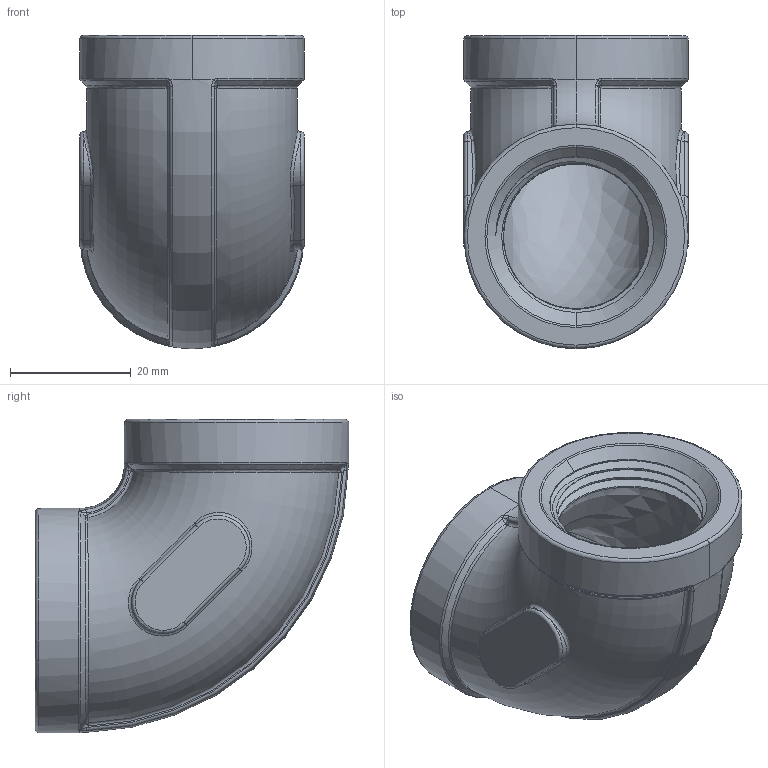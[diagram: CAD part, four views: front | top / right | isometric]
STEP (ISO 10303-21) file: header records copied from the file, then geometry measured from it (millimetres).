
FILE_DESCRIPTION (( 'STEP AP203' ), '1' );
FILE_NAME ('4464K15_304 Stainless Steel Threaded Pipe Fitting.STEP', '2023-01-10T13:32:45', ( 'Administrator' ), ( 'Managed by Terraform' ), 'SwSTEP 2.0', 'SolidWorks 2017', '' );
FILE_SCHEMA (( 'CONFIG_CONTROL_DESIGN' ));
Length unit declared in the file: inch
Products named in the file (1): 4464K15_304 Stainless Steel Threaded Pipe Fitting
Bounding box: 37.08 x 51.82 x 51.82 mm (x, y, z)
Volume: 26372 mm3; surface area: 12670 mm2
Topology: 1 solids, 1 shells, 143 faces, 334 edges, 195 vertices
Faces by surface type: bspline 44, torus 31, cone 26, cylinder 18, plane 14, sphere 10
Entity records: 11713 total; most frequent: CARTESIAN_POINT 8708, ORIENTED_EDGE 668, DIRECTION 552, EDGE_CURVE 334, AXIS2_PLACEMENT_3D 255, VERTEX_POINT 195, CIRCLE 155, EDGE_LOOP 147
